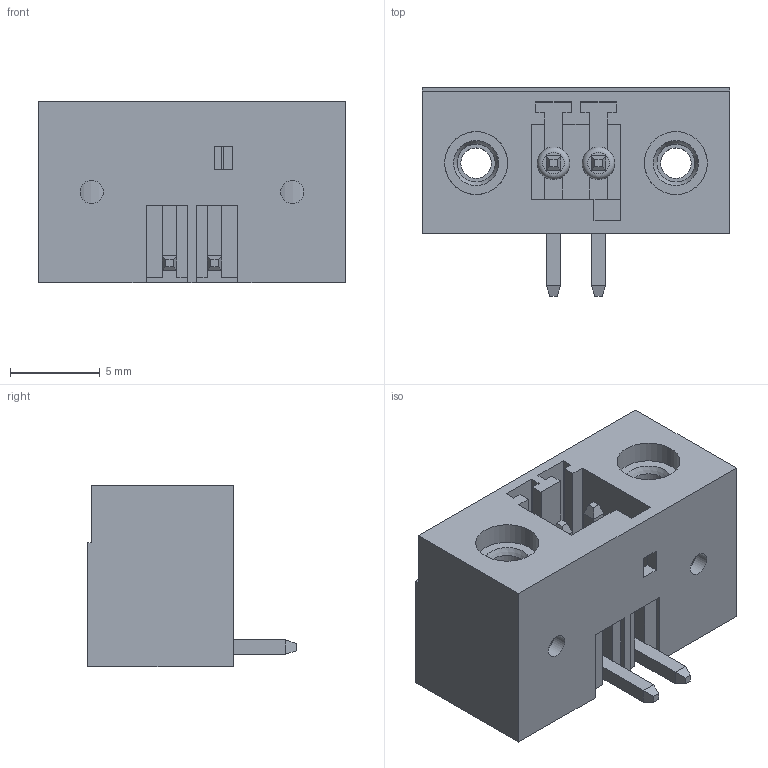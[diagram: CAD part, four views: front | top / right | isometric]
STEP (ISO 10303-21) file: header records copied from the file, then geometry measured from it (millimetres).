
FILE_DESCRIPTION( ( 'Unknown' ), '1' );
FILE_NAME( '691382040002.stp', 'Unknown', ( 'Unknown' ), ( 'Unknown' ), 'PSStep 17.0.49', 'Unknown', ' ' );
FILE_SCHEMA( ( 'AUTOMOTIVE_DESIGN { 1 0 10303 214 1 1 1 1 }' ) );
Length unit declared in the file: millimetre
Products named in the file (4): Assem1; 691382040002; 6913820400xx_PIN; 6913820400xx_Thread
Assembly tree (5 placements, depth 2):
  Assem1
    691382040002
    6913820400xx_PIN  x2
    6913820400xx_Thread  x2
Bounding box: 17.1 x 11.6 x 10.1 mm (x, y, z)
Volume: 925.5 mm3; surface area: 2078.2 mm2
Topology: 5 solids, 5 shells, 200 faces, 527 edges, 342 vertices
Faces by surface type: plane 176, cylinder 20, torus 2, cone 2
Full cylindrical faces by diameter (mm): 1.3 x2, 1.7 x2, 1.8 x2, 2.113 x2, 3.5 x4
Entity records: 6895 total; most frequent: CARTESIAN_POINT 954, ORIENTED_EDGE 924, DIRECTION 869, EDGE_CURVE 462, LINE 421, VECTOR 421, VERTEX_POINT 309, AXIS2_PLACEMENT_3D 224
